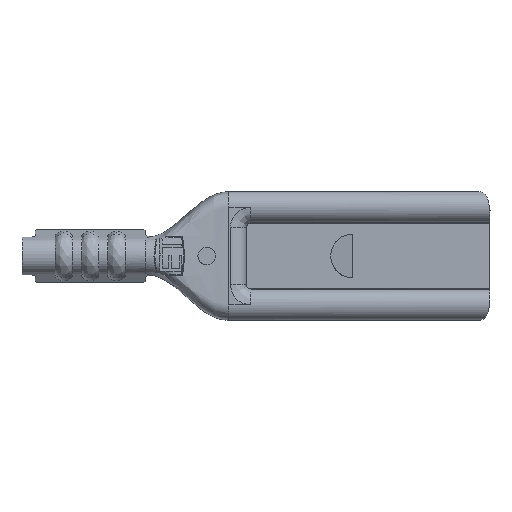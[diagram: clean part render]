
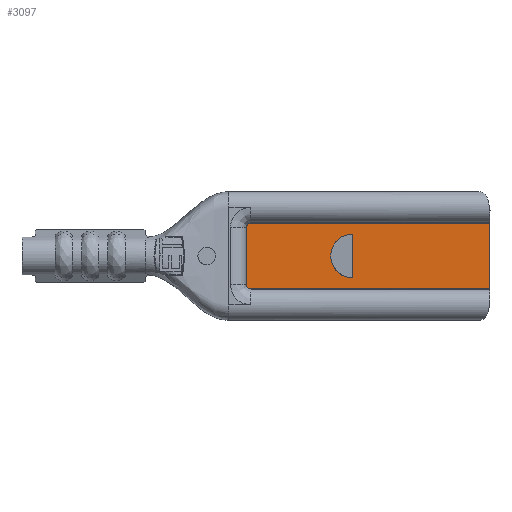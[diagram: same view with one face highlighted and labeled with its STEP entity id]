
A CAD part, front view. The second image highlights one B-rep face of the part: STEP entity #3097.
In plain terms, the highlighted planar face has unit normal (0, -1, 0).
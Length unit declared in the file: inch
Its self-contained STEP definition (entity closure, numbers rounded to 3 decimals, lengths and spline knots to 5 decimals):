
#157 = CARTESIAN_POINT ( 'NONE',  ( -0.277, 0., 0.0325 ) ) ;
#335 = VERTEX_POINT ( 'NONE', #1449 ) ;
#341 = CARTESIAN_POINT ( 'NONE',  ( -0.272, 0., -0.0375 ) ) ;
#358 = CARTESIAN_POINT ( 'NONE',  ( -0.277, 0., 0. ) ) ;
#433 = CARTESIAN_POINT ( 'NONE',  ( -0.156, 0., 0. ) ) ;
#547 = CARTESIAN_POINT ( 'NONE',  ( -0.27602, 0., 0.03556 ) ) ;
#595 = DIRECTION ( 'NONE',  ( 0., -1., 0. ) ) ;
#636 = CARTESIAN_POINT ( 'NONE',  ( 0., 0., -0.0375 ) ) ;
#646 = AXIS2_PLACEMENT_3D ( 'NONE', #6148, #1066, #3326 ) ;
#771 = B_SPLINE_CURVE_WITH_KNOTS ( 'NONE', 3,
 ( #2005, #4272, #6534, #1447, #3713, #5980, #896, #3166, #5425, #341 ),
 .UNSPECIFIED., .F., .F.,
 ( 4, 2, 2, 2, 4 ),
 ( 0., 0.25, 0.5, 0.75, 1. ),
 .UNSPECIFIED. ) ;
#896 = CARTESIAN_POINT ( 'NONE',  ( -0.27442, 0., -0.03691 ) ) ;
#1025 = DIRECTION ( 'NONE',  ( 1., 0., 0. ) ) ;
#1066 = DIRECTION ( 'NONE',  ( 0., 1., 0. ) ) ;
#1078 = VERTEX_POINT ( 'NONE', #4574 ) ;
#1094 = CARTESIAN_POINT ( 'NONE',  ( -0.27321, 0., 0.03739 ) ) ;
#1118 = VERTEX_POINT ( 'NONE', #6309 ) ;
#1151 = FACE_OUTER_BOUND ( 'NONE', #2023, .T. ) ;
#1321 = LINE ( 'NONE', #3584, #5702 ) ;
#1447 = CARTESIAN_POINT ( 'NONE',  ( -0.2764, 0., -0.03497 ) ) ;
#1449 = CARTESIAN_POINT ( 'NONE',  ( 0., 0., 0.0375 ) ) ;
#1569 = AXIS2_PLACEMENT_3D ( 'NONE', #5675, #595, #2859 ) ;
#1849 = CARTESIAN_POINT ( 'NONE',  ( -0.156, 0., 0.025 ) ) ;
#1919 = CARTESIAN_POINT ( 'NONE',  ( 0., 0., 0. ) ) ;
#2005 = CARTESIAN_POINT ( 'NONE',  ( -0.277, 0., -0.0325 ) ) ;
#2023 = EDGE_LOOP ( 'NONE', ( #2801, #3524, #5403, #5707, #2770, #3923 ) ) ;
#2032 = VERTEX_POINT ( 'NONE', #4399 ) ;
#2246 = CARTESIAN_POINT ( 'NONE',  ( -0.277, 0., 0.0325 ) ) ;
#2620 = DIRECTION ( 'NONE',  ( 0., 0., 1. ) ) ;
#2697 = DIRECTION ( 'NONE',  ( 0., 0., -1. ) ) ;
#2770 = ORIENTED_EDGE ( 'NONE', *, *, #6709, .T. ) ;
#2801 = ORIENTED_EDGE ( 'NONE', *, *, #4749, .T. ) ;
#2808 = CARTESIAN_POINT ( 'NONE',  ( -0.27641, 0., 0.03492 ) ) ;
#2859 = DIRECTION ( 'NONE',  ( 0., 0., -1. ) ) ;
#3097 = ADVANCED_FACE ( 'NONE', ( #6239, #1151 ), #3416, .T. ) ;
#3166 = CARTESIAN_POINT ( 'NONE',  ( -0.27326, 0., -0.03738 ) ) ;
#3310 = EDGE_LOOP ( 'NONE', ( #4512, #4615 ) ) ;
#3326 = DIRECTION ( 'NONE',  ( 0., 0., -1. ) ) ;
#3359 = CARTESIAN_POINT ( 'NONE',  ( -0.27447, 0., 0.0369 ) ) ;
#3378 = VECTOR ( 'NONE', #2697, 39.37008 ) ;
#3416 = PLANE ( 'NONE',  #1569 ) ;
#3524 = ORIENTED_EDGE ( 'NONE', *, *, #3732, .T. ) ;
#3584 = CARTESIAN_POINT ( 'NONE',  ( -0.1385, 0., 0.0375 ) ) ;
#3623 = VECTOR ( 'NONE', #4189, 39.37008 ) ;
#3648 = VERTEX_POINT ( 'NONE', #1849 ) ;
#3669 = EDGE_CURVE ( 'NONE', #335, #1118, #1321, .T. ) ;
#3713 = CARTESIAN_POINT ( 'NONE',  ( -0.27601, 0., -0.03556 ) ) ;
#3732 = EDGE_CURVE ( 'NONE', #2032, #4571, #3838, .T. ) ;
#3812 = VECTOR ( 'NONE', #1025, 39.37008 ) ;
#3838 = LINE ( 'NONE', #6109, #3812 ) ;
#3848 = CIRCLE ( 'NONE', #646, 0.025 ) ;
#3914 = CARTESIAN_POINT ( 'NONE',  ( -0.272, 0., 0.0375 ) ) ;
#3923 = ORIENTED_EDGE ( 'NONE', *, *, #6571, .F. ) ;
#4121 = B_SPLINE_CURVE_WITH_KNOTS ( 'NONE', 3,
 ( #3914, #6178, #1094, #3359, #5625, #547, #2808, #5067, #7328, #2246 ),
 .UNSPECIFIED., .F., .F.,
 ( 4, 2, 2, 2, 4 ),
 ( 0., 0.25, 0.5, 0.75, 1. ),
 .UNSPECIFIED. ) ;
#4189 = DIRECTION ( 'NONE',  ( 0., 0., 1. ) ) ;
#4272 = CARTESIAN_POINT ( 'NONE',  ( -0.277, 0., -0.03313 ) ) ;
#4399 = CARTESIAN_POINT ( 'NONE',  ( -0.272, 0., -0.0375 ) ) ;
#4505 = EDGE_CURVE ( 'NONE', #3648, #4638, #5515, .T. ) ;
#4512 = ORIENTED_EDGE ( 'NONE', *, *, #6252, .T. ) ;
#4571 = VERTEX_POINT ( 'NONE', #636 ) ;
#4574 = CARTESIAN_POINT ( 'NONE',  ( -0.277, 0., -0.0325 ) ) ;
#4615 = ORIENTED_EDGE ( 'NONE', *, *, #4505, .T. ) ;
#4638 = VERTEX_POINT ( 'NONE', #5235 ) ;
#4647 = VERTEX_POINT ( 'NONE', #157 ) ;
#4749 = EDGE_CURVE ( 'NONE', #1078, #2032, #771, .T. ) ;
#4918 = VECTOR ( 'NONE', #2620, 39.37008 ) ;
#5067 = CARTESIAN_POINT ( 'NONE',  ( -0.27688, 0., 0.03376 ) ) ;
#5235 = CARTESIAN_POINT ( 'NONE',  ( -0.156, 0., -0.025 ) ) ;
#5403 = ORIENTED_EDGE ( 'NONE', *, *, #7241, .T. ) ;
#5425 = CARTESIAN_POINT ( 'NONE',  ( -0.27264, 0., -0.0375 ) ) ;
#5441 = LINE ( 'NONE', #358, #4918 ) ;
#5515 = LINE ( 'NONE', #433, #3378 ) ;
#5625 = CARTESIAN_POINT ( 'NONE',  ( -0.27506, 0., 0.03651 ) ) ;
#5675 = CARTESIAN_POINT ( 'NONE',  ( -0.277, 0., 0.0375 ) ) ;
#5702 = VECTOR ( 'NONE', #5852, 39.37008 ) ;
#5707 = ORIENTED_EDGE ( 'NONE', *, *, #3669, .T. ) ;
#5852 = DIRECTION ( 'NONE',  ( -1., 0., 0. ) ) ;
#5980 = CARTESIAN_POINT ( 'NONE',  ( -0.27506, 0., -0.03652 ) ) ;
#6109 = CARTESIAN_POINT ( 'NONE',  ( -0.1385, 0., -0.0375 ) ) ;
#6148 = CARTESIAN_POINT ( 'NONE',  ( -0.156, 0., 0. ) ) ;
#6178 = CARTESIAN_POINT ( 'NONE',  ( -0.27263, 0., 0.0375 ) ) ;
#6239 = FACE_BOUND ( 'NONE', #3310, .T. ) ;
#6252 = EDGE_CURVE ( 'NONE', #4638, #3648, #3848, .T. ) ;
#6309 = CARTESIAN_POINT ( 'NONE',  ( -0.272, 0., 0.0375 ) ) ;
#6534 = CARTESIAN_POINT ( 'NONE',  ( -0.27689, 0., -0.03371 ) ) ;
#6571 = EDGE_CURVE ( 'NONE', #1078, #4647, #5441, .T. ) ;
#6709 = EDGE_CURVE ( 'NONE', #1118, #4647, #4121, .T. ) ;
#7004 = LINE ( 'NONE', #1919, #3623 ) ;
#7241 = EDGE_CURVE ( 'NONE', #4571, #335, #7004, .T. ) ;
#7328 = CARTESIAN_POINT ( 'NONE',  ( -0.277, 0., 0.03314 ) ) ;
